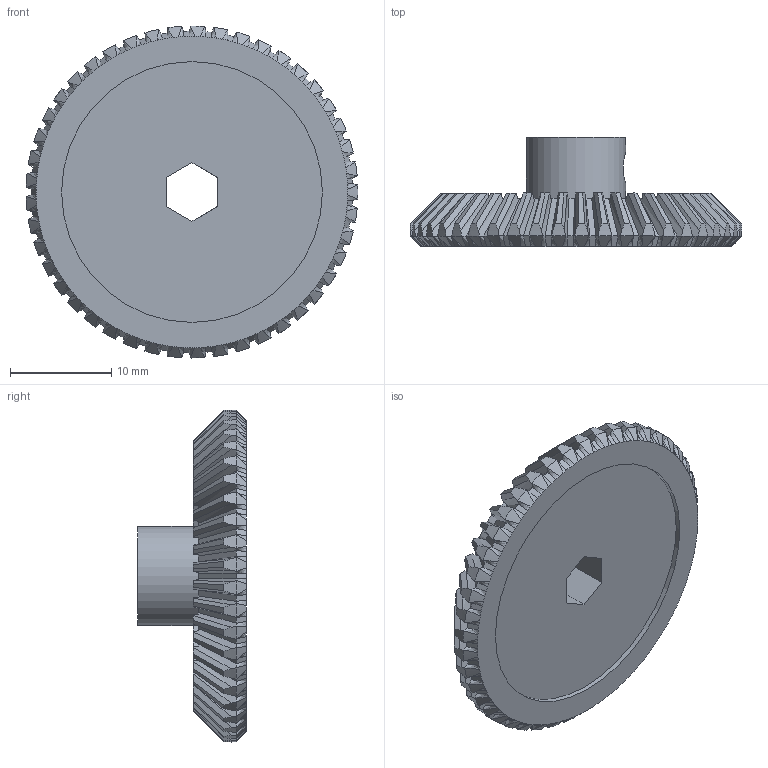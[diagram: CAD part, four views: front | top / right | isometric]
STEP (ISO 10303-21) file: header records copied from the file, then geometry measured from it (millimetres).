
FILE_DESCRIPTION(/* description */ ('STEP AP242','CAx-IF Rec.Pracs.---Representation and Presentation of Product Manufacturing Information (PMI)---4.0---2014-10-13','CAx-IF Rec.Pracs.---3D Tessellated Geometry---0.4---2014-09-14','2;1'),/* implementation_level */ '2;1');
FILE_NAME(/* name */ '668c8c511ccbe10d719d8d1c',/* time_stamp */ '2024-07-09T01:03:14Z',/* author */ (''),/* organization */ (''),/* preprocessor_version */ 'ST-DEVELOPER v20',/* originating_system */ ' ',/* authorisation */ ' ');
FILE_SCHEMA (('AP242_MANAGED_MODEL_BASED_3D_ENGINEERING_MIM_LF { 1 0 10303 442 1 1 4 }'));
Length unit declared in the file: metre
Products named in the file (1): Hero Bevel
Bounding box: 32.72 x 10.74 x 32.73 mm (x, y, z)
Volume: 3339.4 mm3; surface area: 2688.3 mm2
Topology: 1 solids, 1 shells, 599 faces, 1610 edges, 1013 vertices
Faces by surface type: bspline 315, plane 191, cylinder 93
Full cylindrical faces by diameter (mm): 3 x1, 9.774 x1, 25.709 x1
Entity records: 20489 total; most frequent: CARTESIAN_POINT 6735, ORIENTED_EDGE 3208, DIRECTION 2316, EDGE_CURVE 1604, VERTEX_POINT 1011, LINE 830, VECTOR 830, AXIS2_PLACEMENT_3D 743
